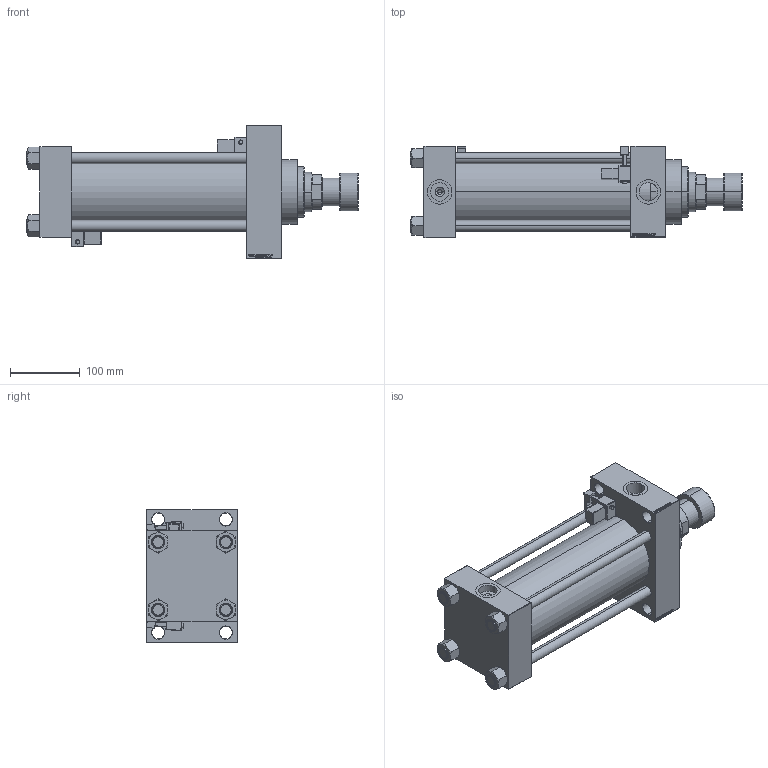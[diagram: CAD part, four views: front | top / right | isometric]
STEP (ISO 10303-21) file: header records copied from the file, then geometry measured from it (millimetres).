
FILE_DESCRIPTION (( 'STEP AP203' ), '1' );
FILE_NAME ('d4e5.STEP', '2022-06-03T04:59:14', ( '' ), ( '' ), 'SwSTEP 2.0', 'SolidWorks 2019', '' );
FILE_SCHEMA (( 'CONFIG_CONTROL_DESIGN' ));
Length unit declared in the file: millimetre
Products named in the file (8): V215CD_D_Body 048766ba52ed2f56aff0b332748f3b14; V215CD_NUT_M5_D 048766ba52ed2f56aff0b332748f3b14; V215CD_VC_A 048766ba52ed2f56aff0b332748f3b14; V215CR_ROD_END_F 048766ba52ed2f56aff0b332748f3b14; V215CD_D_TYCINKA 048766ba52ed2f56aff0b332748f3b14; d4e5; V215CD_VCP_D 048766ba52ed2f56aff0b332748f3b14; V215CR_MSU 048766ba52ed2f56aff0b332748f3b14
Assembly tree (14 placements, depth 2):
  d4e5
    V215CD_D_Body 048766ba52ed2f56aff0b332748f3b14
    V215CD_VC_A 048766ba52ed2f56aff0b332748f3b14
    V215CD_VCP_D 048766ba52ed2f56aff0b332748f3b14
    V215CD_D_TYCINKA 048766ba52ed2f56aff0b332748f3b14  x4
    V215CD_NUT_M5_D 048766ba52ed2f56aff0b332748f3b14  x4
    V215CR_ROD_END_F 048766ba52ed2f56aff0b332748f3b14
    V215CR_MSU 048766ba52ed2f56aff0b332748f3b14  x2
Bounding box: 475 x 130 x 190 mm (x, y, z)
Volume: 3524256.7 mm3; surface area: 571550.5 mm2
Topology: 14 solids, 14 shells, 1327 faces, 3311 edges, 2111 vertices
Faces by surface type: plane 609, bspline 368, cylinder 156, cone 146, torus 24, sphere 24
Entity records: 50634 total; most frequent: CARTESIAN_POINT 25665, ORIENTED_EDGE 5504, DIRECTION 3778, EDGE_CURVE 2752, VERTEX_POINT 1793, LINE 1638, VECTOR 1638, EDGE_LOOP 1233
